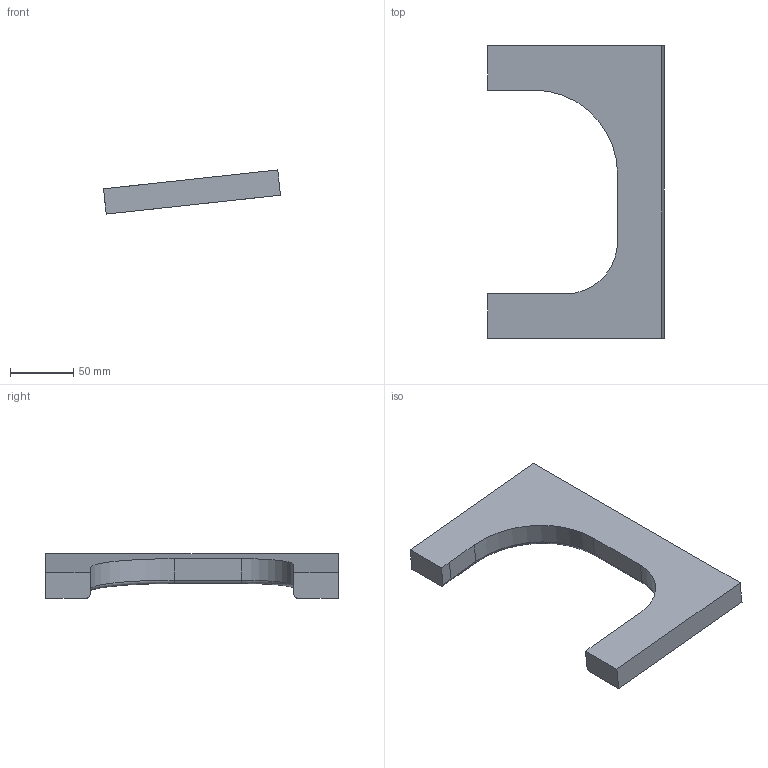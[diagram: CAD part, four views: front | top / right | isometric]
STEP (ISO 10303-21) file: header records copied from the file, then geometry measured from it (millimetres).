
FILE_DESCRIPTION( ( 'STEP AP203' ), '1' );
FILE_NAME( ' ', ' ', ( ' ' ), ( ' ' ), 'PSStep 10.1', ' ', ' ' );
FILE_SCHEMA( ( 'CONFIG_CONTROL_DESIGN' ) );
Length unit declared in the file: millimetre
Products named in the file (1): 1
Bounding box: 139.35 x 230.4 x 34.77 mm (x, y, z)
Volume: 330040.4 mm3; surface area: 51393.3 mm2
Topology: 1 solids, 1 shells, 31 faces, 77 edges, 45 vertices
Faces by surface type: plane 12, cylinder 11, cone 6, torus 2
Entity records: 917 total; most frequent: DIRECTION 159, CARTESIAN_POINT 148, ORIENTED_EDGE 142, EDGE_CURVE 71, AXIS2_PLACEMENT_3D 56, LINE 47, VECTOR 47, VERTEX_POINT 45
